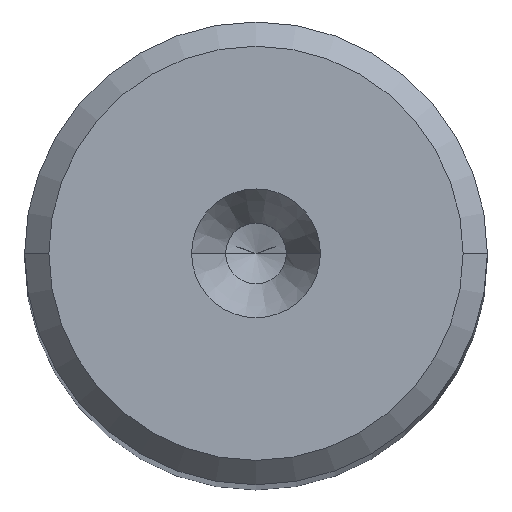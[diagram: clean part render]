
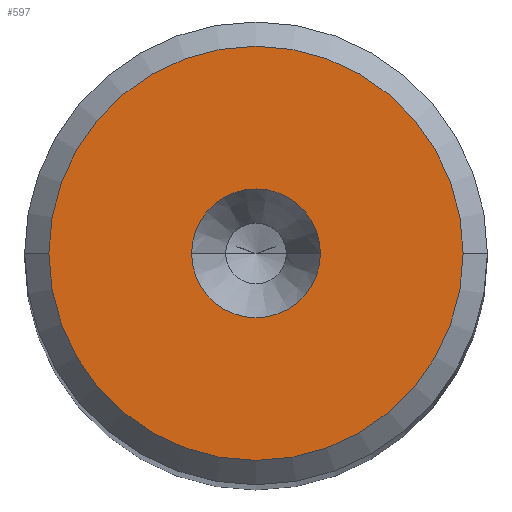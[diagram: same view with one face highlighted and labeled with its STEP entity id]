
A CAD part, top view. The second image highlights one B-rep face of the part: STEP entity #597.
In plain terms, the highlighted planar face has unit normal (0, 0, 1).
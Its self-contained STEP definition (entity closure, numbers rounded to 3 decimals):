
#108=FACE_BOUND('',#960,.T.);
#109=FACE_BOUND('',#961,.T.);
#213=PLANE('',#3501);
#597=ADVANCED_FACE('',(#108,#109),#213,.T.);
#960=EDGE_LOOP('',(#1760,#1761,#1762,#1763));
#961=EDGE_LOOP('',(#1764,#1765));
#1760=ORIENTED_EDGE('',*,*,#2756,.F.);
#1761=ORIENTED_EDGE('',*,*,#2755,.F.);
#1762=ORIENTED_EDGE('',*,*,#2753,.F.);
#1763=ORIENTED_EDGE('',*,*,#2752,.F.);
#1764=ORIENTED_EDGE('',*,*,#2757,.F.);
#1765=ORIENTED_EDGE('',*,*,#2758,.F.);
#2324=VERTEX_POINT('',#6158);
#2325=VERTEX_POINT('',#6160);
#2326=VERTEX_POINT('',#6162);
#2327=VERTEX_POINT('',#6166);
#2328=VERTEX_POINT('',#6170);
#2329=VERTEX_POINT('',#6171);
#2752=EDGE_CURVE('',#2324,#2325,#3067,.T.);
#2753=EDGE_CURVE('',#2325,#2326,#3068,.T.);
#2755=EDGE_CURVE('',#2326,#2327,#3069,.T.);
#2756=EDGE_CURVE('',#2327,#2324,#3070,.T.);
#2757=EDGE_CURVE('',#2328,#2329,#3071,.T.);
#2758=EDGE_CURVE('',#2329,#2328,#3072,.T.);
#3067=CIRCLE('',#3493,8.525);
#3068=CIRCLE('',#3494,8.525);
#3069=CIRCLE('',#3496,8.525);
#3070=CIRCLE('',#3497,8.525);
#3071=CIRCLE('',#3499,2.65);
#3072=CIRCLE('',#3500,2.65);
#3493=AXIS2_PLACEMENT_3D('',#6159,#4261,#4262);
#3494=AXIS2_PLACEMENT_3D('',#6161,#4263,#4264);
#3496=AXIS2_PLACEMENT_3D('',#6165,#4268,#4269);
#3497=AXIS2_PLACEMENT_3D('',#6167,#4270,#4271);
#3499=AXIS2_PLACEMENT_3D('',#6169,#4274,#4275);
#3500=AXIS2_PLACEMENT_3D('',#6172,#4276,#4277);
#3501=AXIS2_PLACEMENT_3D('',#6173,#4278,#4279);
#4261=DIRECTION('',(0.,0.,-1.));
#4262=DIRECTION('',(1.,0.,0.));
#4263=DIRECTION('',(0.,0.,-1.));
#4264=DIRECTION('',(0.,-1.,0.));
#4268=DIRECTION('',(0.,0.,-1.));
#4269=DIRECTION('',(-1.,0.,0.));
#4270=DIRECTION('',(0.,0.,-1.));
#4271=DIRECTION('',(0.,1.,0.));
#4274=DIRECTION('',(0.,0.,1.));
#4275=DIRECTION('',(-1.,0.,0.));
#4276=DIRECTION('',(0.,0.,1.));
#4277=DIRECTION('',(1.,0.,0.));
#4278=DIRECTION('',(0.,0.,1.));
#4279=DIRECTION('',(1.,0.,0.));
#6158=CARTESIAN_POINT('',(8.525,0.,0.));
#6159=CARTESIAN_POINT('',(0.,0.,0.));
#6160=CARTESIAN_POINT('',(0.,-8.525,0.));
#6161=CARTESIAN_POINT('',(0.,0.,0.));
#6162=CARTESIAN_POINT('',(-8.525,0.,0.));
#6165=CARTESIAN_POINT('',(0.,0.,0.));
#6166=CARTESIAN_POINT('',(0.,8.525,0.));
#6167=CARTESIAN_POINT('',(0.,0.,0.));
#6169=CARTESIAN_POINT('',(0.,0.,0.));
#6170=CARTESIAN_POINT('',(-2.65,0.,0.));
#6171=CARTESIAN_POINT('',(2.65,0.,0.));
#6172=CARTESIAN_POINT('',(0.,0.,0.));
#6173=CARTESIAN_POINT('',(0.,0.,0.));
